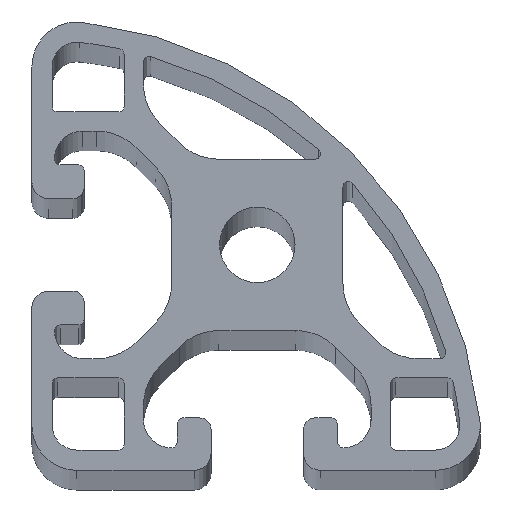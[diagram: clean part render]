
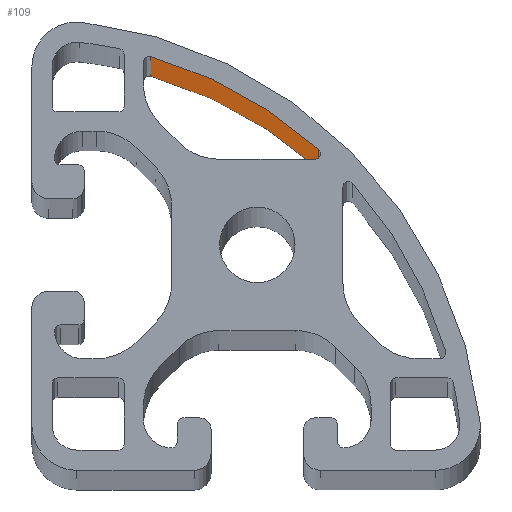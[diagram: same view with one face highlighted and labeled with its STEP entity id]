
A CAD part, top view. The second image highlights one B-rep face of the part: STEP entity #109.
In plain terms, the highlighted cylindrical face has radius 38.2 mm (diameter 76.4 mm), a partial arc.
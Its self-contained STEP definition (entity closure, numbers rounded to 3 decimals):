
#68=CARTESIAN_POINT('',(-4.,0.,0.0));
#69=DIRECTION('',(0.0,0.0,1.0));
#70=DIRECTION('',(-0.667,-0.745,0.0));
#71=AXIS2_PLACEMENT_3D('',#68,#69,#70);
#72=CYLINDRICAL_SURFACE('',#71,38.2);
#73=CARTESIAN_POINT('',(6.538,36.718,1000.0));
#74=VERTEX_POINT('',#73);
#75=CARTESIAN_POINT('',(21.467,28.473,1000.0));
#76=VERTEX_POINT('',#75);
#77=CARTESIAN_POINT('',(-4.,0.,1000.0));
#78=DIRECTION('',(0.0,0.0,-1.));
#79=DIRECTION('',(-0.667,-0.745,0.0));
#80=AXIS2_PLACEMENT_3D('',#77,#78,#79);
#81=CIRCLE('',#80,38.2);
#82=EDGE_CURVE('',#74,#76,#81,.T.);
#83=ORIENTED_EDGE('',*,*,#82,.F.);
#84=CARTESIAN_POINT('',(6.538,36.718,0.0));
#85=VERTEX_POINT('',#84);
#86=CARTESIAN_POINT('',(6.538,36.718,0.0));
#87=DIRECTION('',(0.0,0.0,1.0));
#88=VECTOR('',#87,1000.0);
#89=LINE('',#86,#88);
#90=EDGE_CURVE('',#85,#74,#89,.T.);
#91=ORIENTED_EDGE('',*,*,#90,.F.);
#92=CARTESIAN_POINT('',(21.467,28.473,0.0));
#93=VERTEX_POINT('',#92);
#94=CARTESIAN_POINT('',(-4.,0.,0.0));
#95=DIRECTION('',(0.0,0.0,1.));
#96=DIRECTION('',(-0.667,-0.745,0.0));
#97=AXIS2_PLACEMENT_3D('',#94,#95,#96);
#98=CIRCLE('',#97,38.2);
#99=EDGE_CURVE('',#93,#85,#98,.T.);
#100=ORIENTED_EDGE('',*,*,#99,.F.);
#101=CARTESIAN_POINT('',(21.467,28.473,0.0));
#102=DIRECTION('',(0.0,0.0,1.0));
#103=VECTOR('',#102,1000.0);
#104=LINE('',#101,#103);
#105=EDGE_CURVE('',#93,#76,#104,.T.);
#106=ORIENTED_EDGE('',*,*,#105,.T.);
#107=EDGE_LOOP('',(#83,#91,#100,#106));
#108=FACE_OUTER_BOUND('',#107,.T.);
#109=ADVANCED_FACE('',(#108),#72,.F.);
